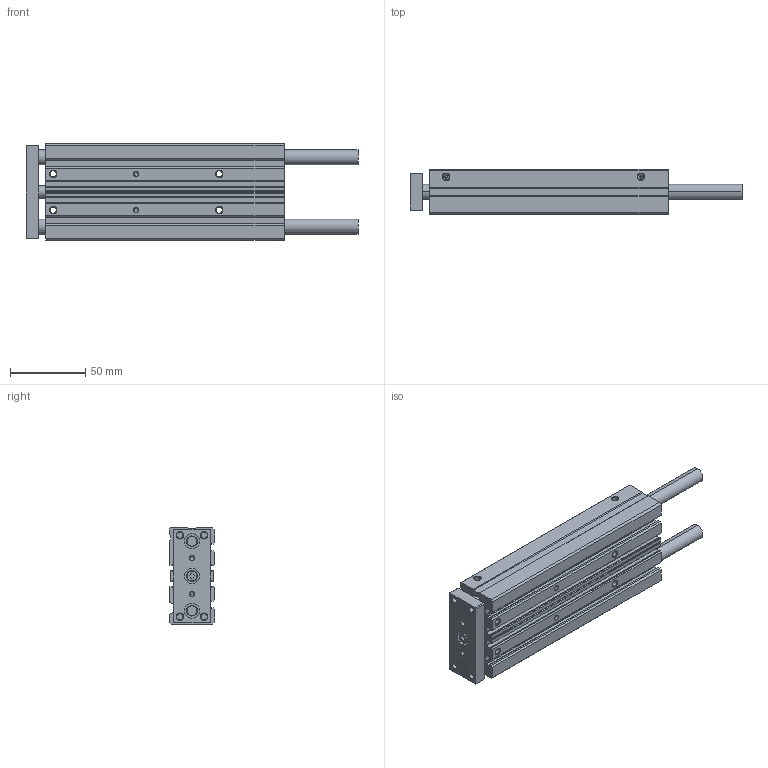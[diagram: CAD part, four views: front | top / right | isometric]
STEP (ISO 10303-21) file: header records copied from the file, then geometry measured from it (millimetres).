
FILE_DESCRIPTION (( 'STEP AP203' ), '1' );
FILE_NAME ('E16M125MD-M.step', '2021-03-08T15:54:30', ( '' ), ( '' ), 'SwSTEP 2.0', 'SolidWorks 2019', '' );
FILE_SCHEMA (( 'CONFIG_CONTROL_DESIGN' ));
Length unit declared in the file: millimetre
Products named in the file (3): E16M125MD-M; E16M125MD-M_ENDPLATE; E16M125MD-M_BODY
Assembly tree (2 placements, depth 2):
  E16M125MD-M
    E16M125MD-M_BODY
    E16M125MD-M_ENDPLATE
Bounding box: 220 x 30 x 64 mm (x, y, z)
Volume: 264869.3 mm3; surface area: 92219.2 mm2
Topology: 5 solids, 5 shells, 411 faces, 1040 edges, 651 vertices
Faces by surface type: cylinder 192, plane 133, cone 86
Entity records: 12683 total; most frequent: DIRECTION 2268, CARTESIAN_POINT 2205, ORIENTED_EDGE 2032, EDGE_CURVE 1016, AXIS2_PLACEMENT_3D 852, VERTEX_POINT 651, VECTOR 564, LINE 564
